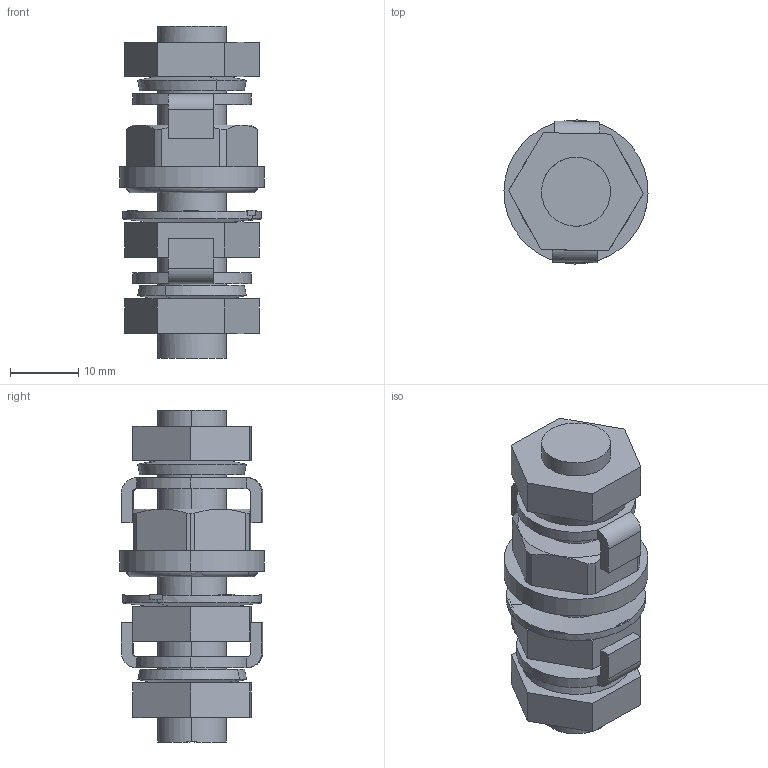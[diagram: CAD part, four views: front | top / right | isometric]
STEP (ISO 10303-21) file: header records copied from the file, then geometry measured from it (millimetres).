
FILE_DESCRIPTION(('CATIA V5R24 STEP','CAx-IF Rec.Pracs.--- Model Styling and Organization---1.2---2011-12-15'),'2;1');
FILE_NAME ('D1450417_0_1277220000_1277220000.stp','2018-02-09T07:40:05+00:00',('none'),('Weidmueller'),'CATIA Version 5-6 Release 2014 SP4 HF52','CATIA V5 STEP AP214','none');
FILE_SCHEMA(('AUTOMOTIVE_DESIGN { 1 0 10303 214 1 1 1 1 }'));
Length unit declared in the file: millimetre
Products named in the file (1): PEBZ_M10_SET
Bounding box: 21.1 x 21.1 x 48.6 mm (x, y, z)
Volume: 9722.8 mm3; surface area: 6756.1 mm2
Topology: 3 solids, 3 shells, 161 faces, 420 edges, 278 vertices
Faces by surface type: plane 75, cylinder 52, cone 28, torus 6
Entity records: 5097 total; most frequent: CARTESIAN_POINT 1356, ORIENTED_EDGE 840, DIRECTION 532, EDGE_CURVE 420, VERTEX_POINT 278, AXIS2_PLACEMENT_3D 218, VECTOR 214, LINE 214
